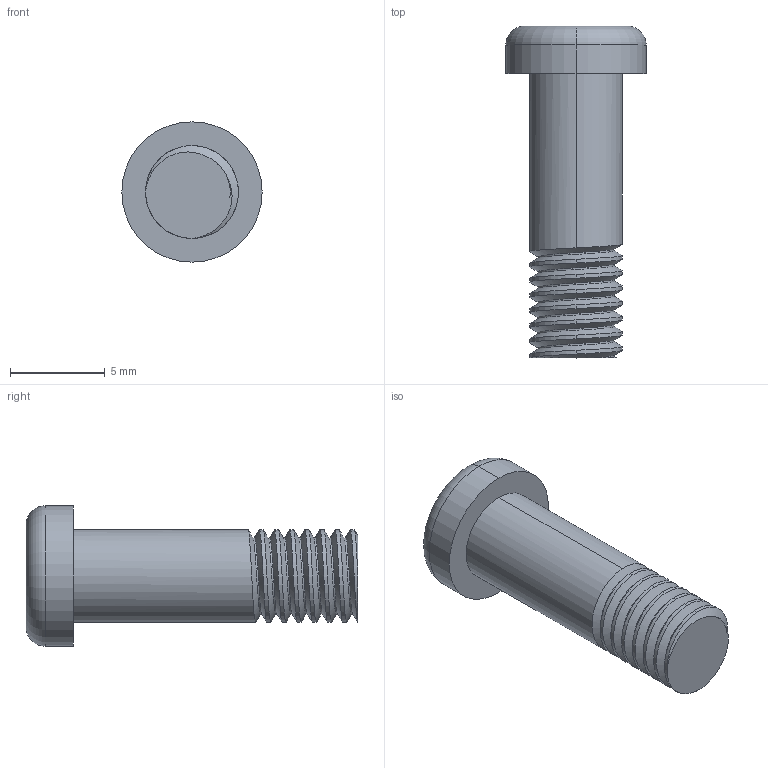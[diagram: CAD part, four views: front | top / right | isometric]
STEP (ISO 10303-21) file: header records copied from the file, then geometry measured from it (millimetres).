
FILE_DESCRIPTION (( 'STEP AP214' ), '1' );
FILE_NAME ('screw pin.STEP', '2019-05-03T15:05:17', ( '' ), ( '' ), 'SwSTEP 2.0', 'SolidWorks 2016', '' );
FILE_SCHEMA (( 'AUTOMOTIVE_DESIGN' ));
Length unit declared in the file: millimetre
Products named in the file (1): screw pin
Bounding box: 7.4 x 17.5 x 7.4 mm (x, y, z)
Volume: 356.2 mm3; surface area: 433.9 mm2
Topology: 1 solids, 1 shells, 39 faces, 103 edges, 68 vertices
Faces by surface type: cylinder 17, plane 17, bspline 3, torus 2
Entity records: 2409 total; most frequent: CARTESIAN_POINT 1517, ORIENTED_EDGE 206, DIRECTION 148, EDGE_CURVE 103, VERTEX_POINT 68, VECTOR 54, LINE 54, AXIS2_PLACEMENT_3D 47
